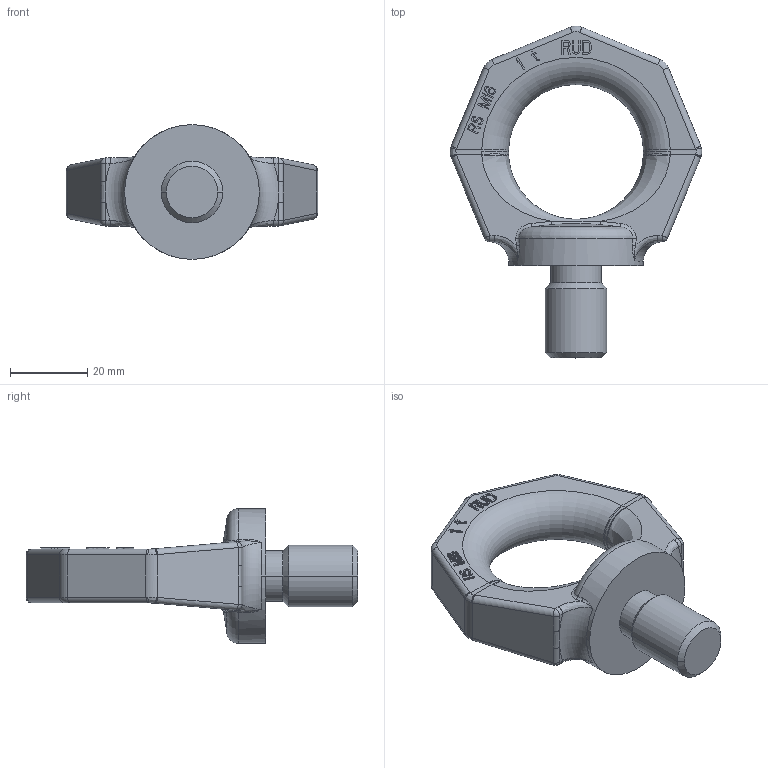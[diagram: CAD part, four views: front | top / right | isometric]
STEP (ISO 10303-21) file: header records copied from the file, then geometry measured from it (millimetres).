
FILE_DESCRIPTION((''),'2;1');
FILE_NAME('001-M31075-X03_ASM','2004-10-07T',('Leichs'),(''),'PRO/ENGINEER BY PARAMETRIC TECHNOLOGY CORPORATION, 2001400','PRO/ENGINEER BY PARAMETRIC TECHNOLOGY CORPORATION, 2001400','');
FILE_SCHEMA(('CONFIG_CONTROL_DESIGN'));
Length unit declared in the file: millimetre
Products named in the file (3): 001-M31075-X03; 001-M31075-Y03; 001-M31075-X03_ASM
Assembly tree (2 placements, depth 2):
  001-M31075-X03_ASM
    001-M31075-X03
    001-M31075-Y03
Bounding box: 65.36 x 86.17 x 35 mm (x, y, z)
Volume: 38398.4 mm3; surface area: 10592.5 mm2
Topology: 2 solids, 2 shells, 406 faces, 1082 edges, 692 vertices
Faces by surface type: plane 297, bspline 46, cylinder 38, torus 15, cone 6, sphere 4
Entity records: 14897 total; most frequent: CARTESIAN_POINT 5013, ORIENTED_EDGE 2164, DIRECTION 1828, EDGE_CURVE 1082, VECTOR 862, LINE 862, VERTEX_POINT 692, AXIS2_PLACEMENT_3D 483
